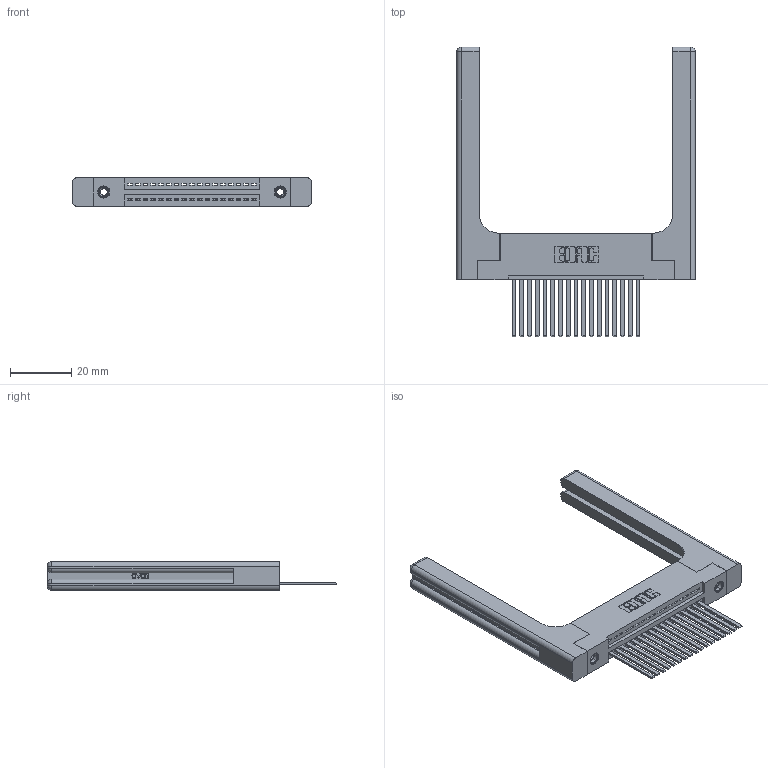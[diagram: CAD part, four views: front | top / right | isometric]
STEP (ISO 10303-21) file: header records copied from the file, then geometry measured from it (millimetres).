
FILE_DESCRIPTION (( 'STEP AP203' ), '1' );
FILE_NAME ('345-017-544-158.STEP', '2019-10-04T16:18:58', ( '' ), ( '' ), 'SwSTEP 2.0', 'SolidWorks 2016', '' );
FILE_SCHEMA (( 'CONFIG_CONTROL_DESIGN' ));
Length unit declared in the file: inch
Products named in the file (5): 345-292-001_345-293-144; 345 Part_Flush Mounting Lugs - 0.156 Dia-TH; 345-017-544-158; 345-250-001_345-250-001-102; 345-220-058_345-220-058
Assembly tree (22 placements, depth 2):
  345-017-544-158
    345 Part_Flush Mounting Lugs - 0.156 Dia-TH
    345-292-001_345-293-144  x17
    345-250-001_345-250-001-102  x2
    345-220-058_345-220-058  x2
Bounding box: 78.21 x 94.92 x 9.4 mm (x, y, z)
Volume: 15925.2 mm3; surface area: 15417.7 mm2
Topology: 22 solids, 22 shells, 1266 faces, 3693 edges, 2418 vertices
Faces by surface type: plane 840, cylinder 366, bspline 36, cone 12, sphere 8, torus 4
Entity records: 21158 total; most frequent: CARTESIAN_POINT 4636, ORIENTED_EDGE 3384, DIRECTION 3030, EDGE_CURVE 1692, VECTOR 1404, LINE 1404, VERTEX_POINT 1118, AXIS2_PLACEMENT_3D 813
